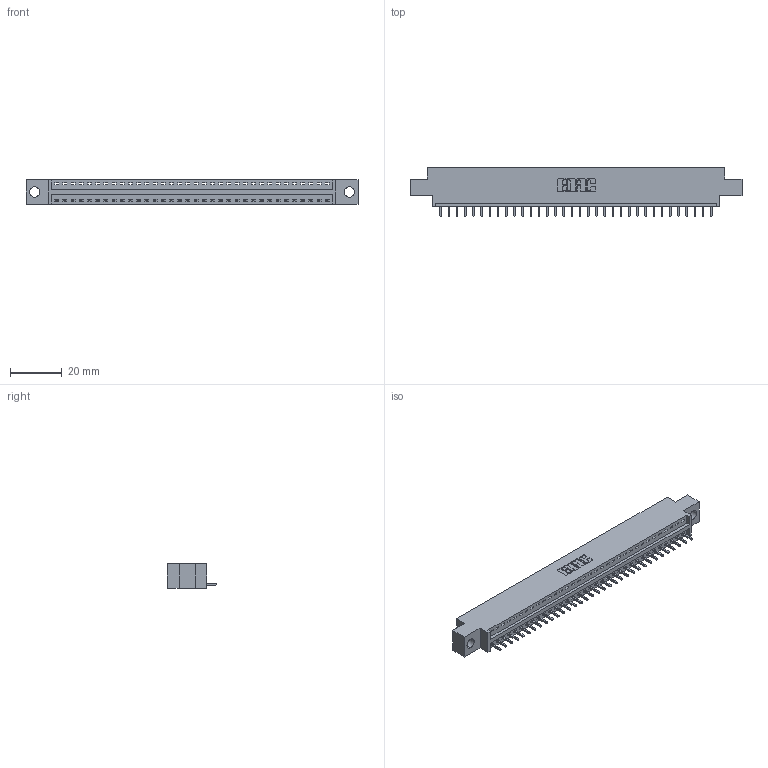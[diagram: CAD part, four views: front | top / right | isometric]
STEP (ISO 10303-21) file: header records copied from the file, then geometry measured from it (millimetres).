
FILE_DESCRIPTION (( 'STEP AP203' ), '1' );
FILE_NAME ('346-034-521-604.STEP', '2022-05-06T21:05:04', ( '' ), ( '' ), 'SwSTEP 2.0', 'SolidWorks 2020', '' );
FILE_SCHEMA (( 'CONFIG_CONTROL_DESIGN' ));
Length unit declared in the file: inch
Products named in the file (3): 346-034-521-604; 345-292-001_345-293-121; 346 Part_0.170 Offset - 0.156 Dia-TH
Assembly tree (35 placements, depth 2):
  346-034-521-604
    346 Part_0.170 Offset - 0.156 Dia-TH
    345-292-001_345-293-121  x34
Bounding box: 128.52 x 19.05 x 9.4 mm (x, y, z)
Volume: 11890.2 mm3; surface area: 14387.7 mm2
Topology: 35 solids, 35 shells, 2112 faces, 6361 edges, 4194 vertices
Faces by surface type: plane 1454, cylinder 658
Entity records: 22747 total; most frequent: CARTESIAN_POINT 3912, ORIENTED_EDGE 3878, DIRECTION 3459, EDGE_CURVE 1939, VECTOR 1671, LINE 1671, VERTEX_POINT 1290, AXIS2_PLACEMENT_3D 894
